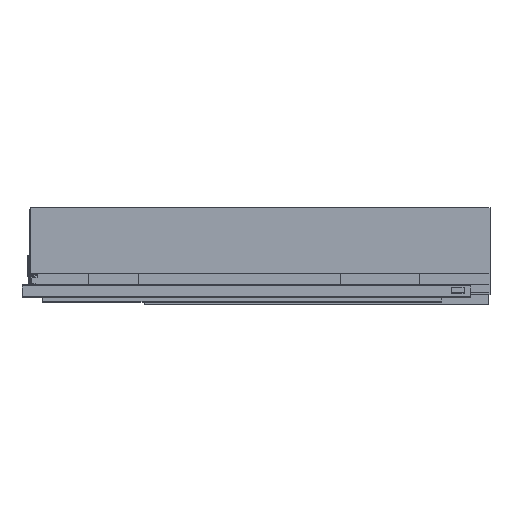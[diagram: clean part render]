
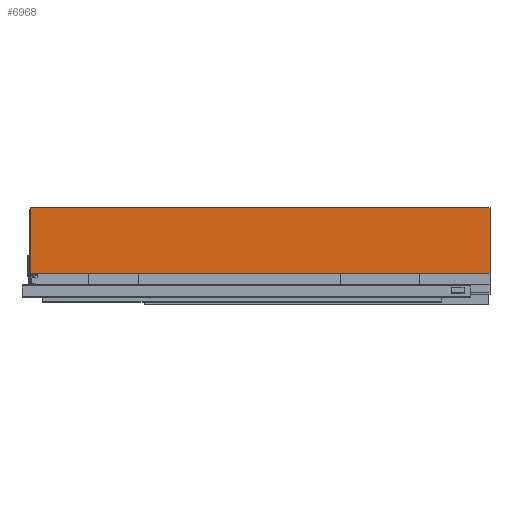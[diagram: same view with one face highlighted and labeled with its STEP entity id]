
A CAD part, top view. The second image highlights one B-rep face of the part: STEP entity #6968.
In plain terms, the highlighted planar face has unit normal (0, 0, 1).
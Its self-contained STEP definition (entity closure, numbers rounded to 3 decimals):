
#291 = CARTESIAN_POINT ( 'NONE',  ( -640., 30., 13.5 ) ) ;
#422 = VERTEX_POINT ( 'NONE', #6560 ) ;
#700 = EDGE_CURVE ( 'NONE', #422, #10459, #9558, .T. ) ;
#810 = PLANE ( 'NONE',  #3301 ) ;
#1323 = EDGE_CURVE ( 'NONE', #10459, #7013, #2714, .T. ) ;
#2506 = DIRECTION ( 'NONE',  ( 1., 0., 0. ) ) ;
#2714 = LINE ( 'NONE', #9459, #7403 ) ;
#2738 = EDGE_CURVE ( 'NONE', #422, #10270, #6376, .T. ) ;
#2749 = VECTOR ( 'NONE', #5481, 1000. ) ;
#2835 = EDGE_LOOP ( 'NONE', ( #6919, #9775, #5564, #9877 ) ) ;
#3301 = AXIS2_PLACEMENT_3D ( 'NONE', #7769, #4263, #6935 ) ;
#3588 = LINE ( 'NONE', #4535, #4336 ) ;
#4263 = DIRECTION ( 'NONE',  ( 0., 0., 1. ) ) ;
#4313 = FACE_OUTER_BOUND ( 'NONE', #2835, .T. ) ;
#4336 = VECTOR ( 'NONE', #7878, 1000. ) ;
#4480 = CARTESIAN_POINT ( 'NONE',  ( -640., 121., 13.5 ) ) ;
#4535 = CARTESIAN_POINT ( 'NONE',  ( 0., 121., 13.5 ) ) ;
#5481 = DIRECTION ( 'NONE',  ( 1., 0., 0. ) ) ;
#5485 = DIRECTION ( 'NONE',  ( 0., -1., 0. ) ) ;
#5564 = ORIENTED_EDGE ( 'NONE', *, *, #700, .T. ) ;
#6376 = LINE ( 'NONE', #4480, #2749 ) ;
#6560 = CARTESIAN_POINT ( 'NONE',  ( -640., 121., 13.5 ) ) ;
#6919 = ORIENTED_EDGE ( 'NONE', *, *, #8199, .F. ) ;
#6935 = DIRECTION ( 'NONE',  ( 0., -1., 0. ) ) ;
#6968 = ADVANCED_FACE ( 'NONE', ( #4313 ), #810, .T. ) ;
#7013 = VERTEX_POINT ( 'NONE', #9385 ) ;
#7403 = VECTOR ( 'NONE', #2506, 1000. ) ;
#7769 = CARTESIAN_POINT ( 'NONE',  ( -640., 121., 13.5 ) ) ;
#7878 = DIRECTION ( 'NONE',  ( 0., -1., 0. ) ) ;
#8042 = CARTESIAN_POINT ( 'NONE',  ( -640., 121., 13.5 ) ) ;
#8199 = EDGE_CURVE ( 'NONE', #10270, #7013, #3588, .T. ) ;
#9385 = CARTESIAN_POINT ( 'NONE',  ( 0., 30., 13.5 ) ) ;
#9459 = CARTESIAN_POINT ( 'NONE',  ( -640., 30., 13.5 ) ) ;
#9558 = LINE ( 'NONE', #8042, #10475 ) ;
#9775 = ORIENTED_EDGE ( 'NONE', *, *, #2738, .F. ) ;
#9877 = ORIENTED_EDGE ( 'NONE', *, *, #1323, .T. ) ;
#10270 = VERTEX_POINT ( 'NONE', #10777 ) ;
#10459 = VERTEX_POINT ( 'NONE', #291 ) ;
#10475 = VECTOR ( 'NONE', #5485, 1000. ) ;
#10777 = CARTESIAN_POINT ( 'NONE',  ( 0., 121., 13.5 ) ) ;
